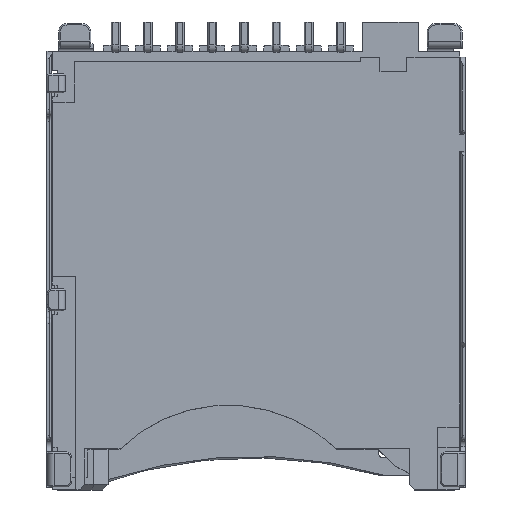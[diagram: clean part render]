
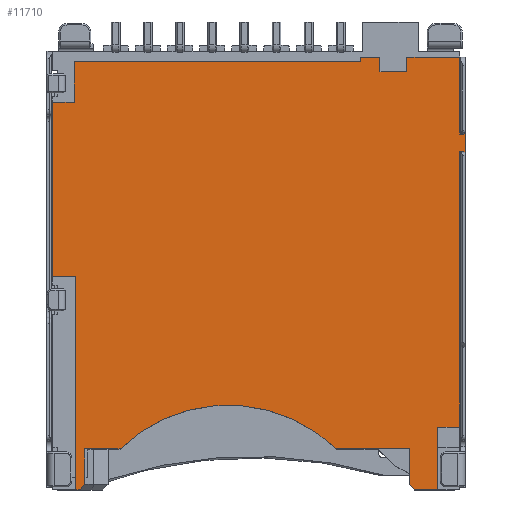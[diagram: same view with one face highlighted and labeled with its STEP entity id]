
A CAD part, top view. The second image highlights one B-rep face of the part: STEP entity #11710.
In plain terms, the highlighted planar face has unit normal (0, 0, 1).
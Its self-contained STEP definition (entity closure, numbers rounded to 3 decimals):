
#2=DIRECTION('',(1.,0.,0.));
#3=VECTOR('',#2,9.8);
#4=CARTESIAN_POINT('',(-2.765,5.865,-0.38));
#5=LINE('',#4,#3);
#18=CARTESIAN_POINT('',(2.495,-11.199,-0.38));
#19=DIRECTION('',(0.,0.,-1.));
#20=DIRECTION('',(-0.696,0.718,0.));
#21=AXIS2_PLACEMENT_3D('',#18,#19,#20);
#23=DIRECTION('',(0.6,0.8,0.));
#24=VECTOR('',#23,0.25);
#25=CARTESIAN_POINT('',(-2.565,-8.785,-0.38));
#26=LINE('',#25,#24);
#27=DIRECTION('',(0.6,-0.8,0.));
#28=VECTOR('',#27,0.25);
#29=CARTESIAN_POINT('',(8.705,-8.585,-0.38));
#30=LINE('',#29,#28);
#51=DIRECTION('',(-1.,0.,0.));
#52=VECTOR('',#51,1.21);
#53=CARTESIAN_POINT('',(-1.205,-7.385,-0.38));
#54=LINE('',#53,#52);
#119=DIRECTION('',(-1.,0.,0.));
#120=VECTOR('',#119,2.51);
#121=CARTESIAN_POINT('',(8.705,-7.385,-0.38));
#122=LINE('',#121,#120);
#151=DIRECTION('',(0.,1.,0.));
#152=VECTOR('',#151,1.2);
#153=CARTESIAN_POINT('',(8.705,-8.585,-0.38));
#154=LINE('',#153,#152);
#175=DIRECTION('',(-1.,0.,0.));
#176=VECTOR('',#175,0.8);
#177=CARTESIAN_POINT('',(9.655,-8.785,-0.38));
#178=LINE('',#177,#176);
#187=DIRECTION('',(0.,-1.,0.));
#188=VECTOR('',#187,2.15);
#189=CARTESIAN_POINT('',(9.655,-6.635,-0.38));
#190=LINE('',#189,#188);
#199=DIRECTION('',(-1.,0.,0.));
#200=VECTOR('',#199,0.75);
#201=CARTESIAN_POINT('',(10.405,-6.635,-0.38));
#202=LINE('',#201,#200);
#223=DIRECTION('',(0.,-1.,0.));
#224=VECTOR('',#223,9.42);
#225=CARTESIAN_POINT('',(10.405,2.785,-0.38));
#226=LINE('',#225,#224);
#275=DIRECTION('',(-1.,0.,0.));
#276=VECTOR('',#275,0.19);
#277=CARTESIAN_POINT('',(10.595,2.785,-0.38));
#278=LINE('',#277,#276);
#296=DIRECTION('',(0.,-1.,0.));
#297=VECTOR('',#296,0.6);
#298=CARTESIAN_POINT('',(10.595,3.385,-0.38));
#299=LINE('',#298,#297);
#1483=DIRECTION('',(1.,0.,0.));
#1484=VECTOR('',#1483,0.19);
#1485=CARTESIAN_POINT('',(10.405,3.385,-0.38));
#1486=LINE('',#1485,#1484);
#1558=DIRECTION('',(0.,-1.,0.));
#1559=VECTOR('',#1558,2.63);
#1560=CARTESIAN_POINT('',(10.405,6.015,-0.38));
#1561=LINE('',#1560,#1559);
#1594=DIRECTION('',(1.,0.,0.));
#1595=VECTOR('',#1594,1.8);
#1596=CARTESIAN_POINT('',(8.605,6.015,-0.38));
#1597=LINE('',#1596,#1595);
#1602=DIRECTION('',(0.,1.,0.));
#1603=VECTOR('',#1602,0.5);
#1604=CARTESIAN_POINT('',(8.605,5.515,-0.38));
#1605=LINE('',#1604,#1603);
#1614=DIRECTION('',(1.,0.,0.));
#1615=VECTOR('',#1614,0.92);
#1616=CARTESIAN_POINT('',(7.685,5.515,-0.38));
#1617=LINE('',#1616,#1615);
#1626=DIRECTION('',(0.,-1.,0.));
#1627=VECTOR('',#1626,0.5);
#1628=CARTESIAN_POINT('',(7.685,6.015,-0.38));
#1629=LINE('',#1628,#1627);
#3408=DIRECTION('',(0.,1.,0.));
#3409=VECTOR('',#3408,5.95);
#3410=CARTESIAN_POINT('',(-3.515,-1.485,-0.38));
#3411=LINE('',#3410,#3409);
#3672=DIRECTION('',(-1.,0.,0.));
#3673=VECTOR('',#3672,0.15);
#3674=CARTESIAN_POINT('',(-2.565,-8.785,-0.38));
#3675=LINE('',#3674,#3673);
#4988=DIRECTION('',(0.,1.,0.));
#4989=VECTOR('',#4988,7.3);
#4990=CARTESIAN_POINT('',(-2.715,-8.785,-0.38));
#4991=LINE('',#4990,#4989);
#5012=DIRECTION('',(-1.,0.,0.));
#5013=VECTOR('',#5012,0.8);
#5014=CARTESIAN_POINT('',(-2.715,-1.485,-0.38));
#5015=LINE('',#5014,#5013);
#5575=DIRECTION('',(0.,-1.,0.));
#5576=VECTOR('',#5575,1.2);
#5577=CARTESIAN_POINT('',(-2.415,-7.385,-0.38));
#5578=LINE('',#5577,#5576);
#5857=DIRECTION('',(1.,0.,0.));
#5858=VECTOR('',#5857,0.75);
#5859=CARTESIAN_POINT('',(-3.515,4.465,-0.38));
#5860=LINE('',#5859,#5858);
#5869=DIRECTION('',(0.,1.,0.));
#5870=VECTOR('',#5869,1.4);
#5871=CARTESIAN_POINT('',(-2.765,4.465,-0.38));
#5872=LINE('',#5871,#5870);
#7853=DIRECTION('',(1.,0.,0.));
#7854=VECTOR('',#7853,0.65);
#7855=CARTESIAN_POINT('',(7.035,6.015,-0.38));
#7856=LINE('',#7855,#7854);
#7865=DIRECTION('',(0.,1.,0.));
#7866=VECTOR('',#7865,0.15);
#7867=CARTESIAN_POINT('',(7.035,5.865,-0.38));
#7868=LINE('',#7867,#7866);
#8977=CARTESIAN_POINT('',(8.605,5.515,-0.38));
#8979=VERTEX_POINT('',#8977);
#8982=CARTESIAN_POINT('',(8.605,6.015,-0.38));
#8983=VERTEX_POINT('',#8982);
#9014=CARTESIAN_POINT('',(10.405,6.015,-0.38));
#9015=VERTEX_POINT('',#9014);
#9024=CARTESIAN_POINT('',(10.595,2.785,-0.38));
#9025=CARTESIAN_POINT('',(10.405,2.785,-0.38));
#9026=VERTEX_POINT('',#9024);
#9027=VERTEX_POINT('',#9025);
#9068=CARTESIAN_POINT('',(7.685,5.515,-0.38));
#9070=VERTEX_POINT('',#9068);
#9211=CARTESIAN_POINT('',(8.705,-7.385,-0.38));
#9213=VERTEX_POINT('',#9211);
#9220=CARTESIAN_POINT('',(6.195,-7.385,-0.38));
#9221=VERTEX_POINT('',#9220);
#9269=CARTESIAN_POINT('',(-2.765,5.865,-0.38));
#9271=VERTEX_POINT('',#9269);
#9274=CARTESIAN_POINT('',(7.035,5.865,-0.38));
#9275=VERTEX_POINT('',#9274);
#9286=CARTESIAN_POINT('',(-2.415,-8.585,-0.38));
#9287=VERTEX_POINT('',#9286);
#9288=CARTESIAN_POINT('',(-2.415,-7.385,-0.38));
#9289=VERTEX_POINT('',#9288);
#9326=CARTESIAN_POINT('',(10.595,3.385,-0.38));
#9327=VERTEX_POINT('',#9326);
#9328=CARTESIAN_POINT('',(10.405,3.385,-0.38));
#9329=VERTEX_POINT('',#9328);
#9342=CARTESIAN_POINT('',(8.705,-8.585,-0.38));
#9343=VERTEX_POINT('',#9342);
#9430=CARTESIAN_POINT('',(-1.205,-7.385,-0.38));
#9431=VERTEX_POINT('',#9430);
#9479=CARTESIAN_POINT('',(-2.765,4.465,-0.38));
#9481=VERTEX_POINT('',#9479);
#9492=CARTESIAN_POINT('',(-2.715,-1.485,-0.38));
#9493=VERTEX_POINT('',#9492);
#9494=CARTESIAN_POINT('',(-3.515,-1.485,-0.38));
#9495=VERTEX_POINT('',#9494);
#9581=CARTESIAN_POINT('',(-3.515,4.465,-0.38));
#9583=VERTEX_POINT('',#9581);
#9589=CARTESIAN_POINT('',(7.035,6.015,-0.38));
#9591=VERTEX_POINT('',#9589);
#9594=CARTESIAN_POINT('',(7.685,6.015,-0.38));
#9595=VERTEX_POINT('',#9594);
#9902=CARTESIAN_POINT('',(8.855,-8.785,-0.38));
#9903=VERTEX_POINT('',#9902);
#9920=CARTESIAN_POINT('',(9.655,-6.635,-0.38));
#9921=VERTEX_POINT('',#9920);
#9924=CARTESIAN_POINT('',(9.655,-8.785,-0.38));
#9925=VERTEX_POINT('',#9924);
#9988=CARTESIAN_POINT('',(-2.565,-8.785,-0.38));
#9989=VERTEX_POINT('',#9988);
#9990=CARTESIAN_POINT('',(-2.715,-8.785,-0.38));
#9991=VERTEX_POINT('',#9990);
#9992=CARTESIAN_POINT('',(10.405,-6.635,-0.38));
#9993=VERTEX_POINT('',#9992);
#11648=CARTESIAN_POINT('',(-1.662,3.545,
-0.38));
#11649=DIRECTION('',(0.,0.,1.));
#11650=DIRECTION('',(-1.,0.,0.));
#11651=AXIS2_PLACEMENT_3D('',#11648,#11649,#11650);
#11652=PLANE('',#11651);
#11654=ORIENTED_EDGE('',*,*,#11653,.F.);
#11656=ORIENTED_EDGE('',*,*,#11655,.T.);
#11658=ORIENTED_EDGE('',*,*,#11657,.T.);
#11660=ORIENTED_EDGE('',*,*,#11659,.F.);
#11662=ORIENTED_EDGE('',*,*,#11661,.T.);
#11664=ORIENTED_EDGE('',*,*,#11663,.T.);
#11666=ORIENTED_EDGE('',*,*,#11665,.T.);
#11668=ORIENTED_EDGE('',*,*,#11667,.T.);
#11670=ORIENTED_EDGE('',*,*,#11669,.T.);
#11672=ORIENTED_EDGE('',*,*,#11671,.T.);
#11673=ORIENTED_EDGE('',*,*,#11637,.T.);
#11675=ORIENTED_EDGE('',*,*,#11674,.T.);
#11677=ORIENTED_EDGE('',*,*,#11676,.T.);
#11679=ORIENTED_EDGE('',*,*,#11678,.T.);
#11681=ORIENTED_EDGE('',*,*,#11680,.T.);
#11683=ORIENTED_EDGE('',*,*,#11682,.T.);
#11685=ORIENTED_EDGE('',*,*,#11684,.T.);
#11687=ORIENTED_EDGE('',*,*,#11686,.T.);
#11689=ORIENTED_EDGE('',*,*,#11688,.T.);
#11691=ORIENTED_EDGE('',*,*,#11690,.T.);
#11693=ORIENTED_EDGE('',*,*,#11692,.T.);
#11695=ORIENTED_EDGE('',*,*,#11694,.T.);
#11697=ORIENTED_EDGE('',*,*,#11696,.T.);
#11699=ORIENTED_EDGE('',*,*,#11698,.T.);
#11701=ORIENTED_EDGE('',*,*,#11700,.T.);
#11703=ORIENTED_EDGE('',*,*,#11702,.F.);
#11705=ORIENTED_EDGE('',*,*,#11704,.T.);
#11707=ORIENTED_EDGE('',*,*,#11706,.T.);
#11708=EDGE_LOOP('',(#11654,#11656,#11658,#11660,#11662,#11664,#11666,#11668,
#11670,#11672,#11673,#11675,#11677,#11679,#11681,#11683,#11685,#11687,#11689,
#11691,#11693,#11695,#11697,#11699,#11701,#11703,#11705,#11707));
#11709=FACE_OUTER_BOUND('',#11708,.F.);
#11710=ADVANCED_FACE('',(#11709),#11652,.T.);
#22=CIRCLE('',#21,5.313);
#11637=EDGE_CURVE('',#9271,#9275,#5,.T.);
#11653=EDGE_CURVE('',#9431,#9221,#22,.T.);
#11655=EDGE_CURVE('',#9431,#9289,#54,.T.);
#11657=EDGE_CURVE('',#9289,#9287,#5578,.T.);
#11659=EDGE_CURVE('',#9989,#9287,#26,.T.);
#11661=EDGE_CURVE('',#9989,#9991,#3675,.T.);
#11663=EDGE_CURVE('',#9991,#9493,#4991,.T.);
#11665=EDGE_CURVE('',#9493,#9495,#5015,.T.);
#11667=EDGE_CURVE('',#9495,#9583,#3411,.T.);
#11669=EDGE_CURVE('',#9583,#9481,#5860,.T.);
#11671=EDGE_CURVE('',#9481,#9271,#5872,.T.);
#11674=EDGE_CURVE('',#9275,#9591,#7868,.T.);
#11676=EDGE_CURVE('',#9591,#9595,#7856,.T.);
#11678=EDGE_CURVE('',#9595,#9070,#1629,.T.);
#11680=EDGE_CURVE('',#9070,#8979,#1617,.T.);
#11682=EDGE_CURVE('',#8979,#8983,#1605,.T.);
#11684=EDGE_CURVE('',#8983,#9015,#1597,.T.);
#11686=EDGE_CURVE('',#9015,#9329,#1561,.T.);
#11688=EDGE_CURVE('',#9329,#9327,#1486,.T.);
#11690=EDGE_CURVE('',#9327,#9026,#299,.T.);
#11692=EDGE_CURVE('',#9026,#9027,#278,.T.);
#11694=EDGE_CURVE('',#9027,#9993,#226,.T.);
#11696=EDGE_CURVE('',#9993,#9921,#202,.T.);
#11698=EDGE_CURVE('',#9921,#9925,#190,.T.);
#11700=EDGE_CURVE('',#9925,#9903,#178,.T.);
#11702=EDGE_CURVE('',#9343,#9903,#30,.T.);
#11704=EDGE_CURVE('',#9343,#9213,#154,.T.);
#11706=EDGE_CURVE('',#9213,#9221,#122,.T.);
